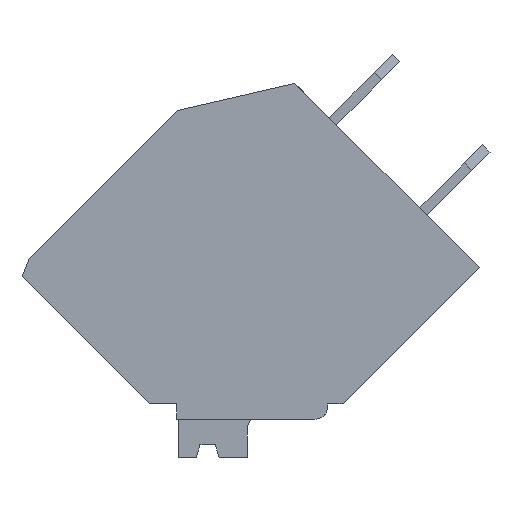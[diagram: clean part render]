
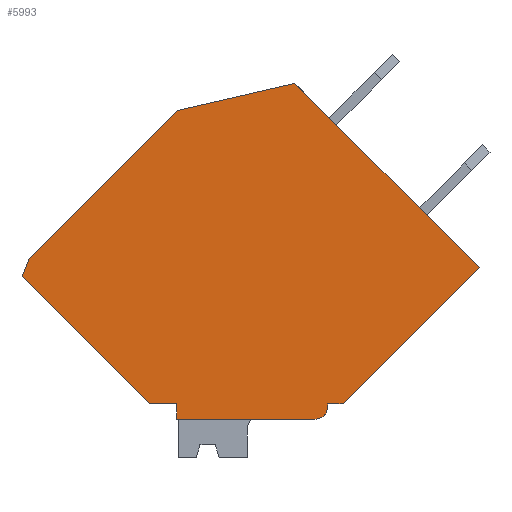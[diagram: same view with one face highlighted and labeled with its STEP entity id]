
A CAD part, left-side view. The second image highlights one B-rep face of the part: STEP entity #5993.
In plain terms, the highlighted planar face has unit normal (-1, 0, 0).
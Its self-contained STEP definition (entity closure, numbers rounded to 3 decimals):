
#1273=DIRECTION('',(0.,-1.,0.));
#1274=VECTOR('',#1273,5.4);
#1275=CARTESIAN_POINT('',(-0.35,2.55,-6.15));
#1276=LINE('',#1275,#1274);
#1291=DIRECTION('',(0.,-0.707,0.707));
#1292=VECTOR('',#1291,8.2);
#1293=CARTESIAN_POINT('',(-0.35,8.332,0.129));
#1294=LINE('',#1293,#1292);
#1295=DIRECTION('',(0.,-0.974,0.225));
#1296=VECTOR('',#1295,4.717);
#1297=CARTESIAN_POINT('',(-0.35,2.533,5.927));
#1298=LINE('',#1297,#1296);
#1299=DIRECTION('',(0.,-0.707,-0.707));
#1300=VECTOR('',#1299,10.2);
#1301=CARTESIAN_POINT('',(-0.35,-2.063,6.988));
#1302=LINE('',#1301,#1300);
#1303=DIRECTION('',(0.,0.707,-0.707));
#1304=VECTOR('',#1303,7.531);
#1305=CARTESIAN_POINT('',(-0.35,-9.275,-0.225));
#1306=LINE('',#1305,#1304);
#1307=DIRECTION('',(0.,1.,0.));
#1308=VECTOR('',#1307,0.6);
#1309=CARTESIAN_POINT('',(-0.35,-3.95,-5.55));
#1310=LINE('',#1309,#1308);
#1311=CARTESIAN_POINT('',(-0.35,-2.85,-5.65));
#1312=DIRECTION('',(1.,0.,0.));
#1313=DIRECTION('',(0.,-1.,0.));
#1314=AXIS2_PLACEMENT_3D('',#1311,#1312,#1313);
#1316=DIRECTION('',(0.,1.,0.));
#1317=VECTOR('',#1316,1.093);
#1318=CARTESIAN_POINT('',(-0.35,2.55,-5.55));
#1319=LINE('',#1318,#1317);
#1320=DIRECTION('',(0.,0.707,0.707));
#1321=VECTOR('',#1320,7.031);
#1322=CARTESIAN_POINT('',(-0.35,3.643,-5.55));
#1323=LINE('',#1322,#1321);
#1324=DIRECTION('',(0.,-0.371,0.928));
#1325=VECTOR('',#1324,0.762);
#1326=CARTESIAN_POINT('',(-0.35,8.615,-0.578));
#1327=LINE('',#1326,#1325);
#1736=DIRECTION('',(0.,0.,1.));
#1737=VECTOR('',#1736,0.1);
#1738=CARTESIAN_POINT('',(-0.35,-3.35,-5.65));
#1739=LINE('',#1738,#1737);
#1764=DIRECTION('',(0.,0.,1.));
#1765=VECTOR('',#1764,0.6);
#1766=CARTESIAN_POINT('',(-0.35,2.55,-6.15));
#1767=LINE('',#1766,#1765);
#3925=CARTESIAN_POINT('',(-0.35,2.55,-5.55));
#3926=VERTEX_POINT('',#3925);
#3927=CARTESIAN_POINT('',(-0.35,3.643,-5.55));
#3928=VERTEX_POINT('',#3927);
#3970=CARTESIAN_POINT('',(-0.35,-3.95,-5.55));
#3971=CARTESIAN_POINT('',(-0.35,-3.35,-5.55));
#3972=VERTEX_POINT('',#3970);
#3973=VERTEX_POINT('',#3971);
#3974=CARTESIAN_POINT('',(-0.35,8.332,0.129));
#3975=CARTESIAN_POINT('',(-0.35,2.533,5.927));
#3976=VERTEX_POINT('',#3974);
#3977=VERTEX_POINT('',#3975);
#3978=CARTESIAN_POINT('',(-0.35,8.615,-0.578));
#3979=VERTEX_POINT('',#3978);
#3980=CARTESIAN_POINT('',(-0.35,2.55,-6.15));
#3981=VERTEX_POINT('',#3980);
#3982=CARTESIAN_POINT('',(-0.35,-2.85,-6.15));
#3983=VERTEX_POINT('',#3982);
#3984=CARTESIAN_POINT('',(-0.35,-3.35,-5.65));
#3985=VERTEX_POINT('',#3984);
#3986=CARTESIAN_POINT('',(-0.35,-9.275,-0.225));
#3987=VERTEX_POINT('',#3986);
#3988=CARTESIAN_POINT('',(-0.35,-2.063,6.988));
#3989=VERTEX_POINT('',#3988);
#5969=CARTESIAN_POINT('',(-0.35,-0.33,0.419));
#5970=DIRECTION('',(1.,0.,0.));
#5971=DIRECTION('',(0.,-1.,0.));
#5972=AXIS2_PLACEMENT_3D('',#5969,#5970,#5971);
#5973=PLANE('',#5972);
#5974=ORIENTED_EDGE('',*,*,#5531,.T.);
#5976=ORIENTED_EDGE('',*,*,#5975,.T.);
#5978=ORIENTED_EDGE('',*,*,#5977,.T.);
#5979=ORIENTED_EDGE('',*,*,#5625,.T.);
#5980=ORIENTED_EDGE('',*,*,#5672,.T.);
#5982=ORIENTED_EDGE('',*,*,#5981,.F.);
#5984=ORIENTED_EDGE('',*,*,#5983,.T.);
#5985=ORIENTED_EDGE('',*,*,#5951,.F.);
#5987=ORIENTED_EDGE('',*,*,#5986,.T.);
#5988=ORIENTED_EDGE('',*,*,#4159,.T.);
#5989=ORIENTED_EDGE('',*,*,#5477,.T.);
#5990=ORIENTED_EDGE('',*,*,#5496,.T.);
#5991=EDGE_LOOP('',(#5974,#5976,#5978,#5979,#5980,#5982,#5984,#5985,#5987,#5988,
#5989,#5990));
#5992=FACE_OUTER_BOUND('',#5991,.F.);
#5993=ADVANCED_FACE('',(#5992),#5973,.F.);
#1315=CIRCLE('',#1314,0.5);
#4159=EDGE_CURVE('',#3926,#3928,#1319,.T.);
#5477=EDGE_CURVE('',#3928,#3979,#1323,.T.);
#5496=EDGE_CURVE('',#3979,#3976,#1327,.T.);
#5531=EDGE_CURVE('',#3976,#3977,#1294,.T.);
#5625=EDGE_CURVE('',#3987,#3972,#1306,.T.);
#5672=EDGE_CURVE('',#3972,#3973,#1310,.T.);
#5951=EDGE_CURVE('',#3981,#3983,#1276,.T.);
#5975=EDGE_CURVE('',#3977,#3989,#1298,.T.);
#5977=EDGE_CURVE('',#3989,#3987,#1302,.T.);
#5981=EDGE_CURVE('',#3985,#3973,#1739,.T.);
#5983=EDGE_CURVE('',#3985,#3983,#1315,.T.);
#5986=EDGE_CURVE('',#3981,#3926,#1767,.T.);
